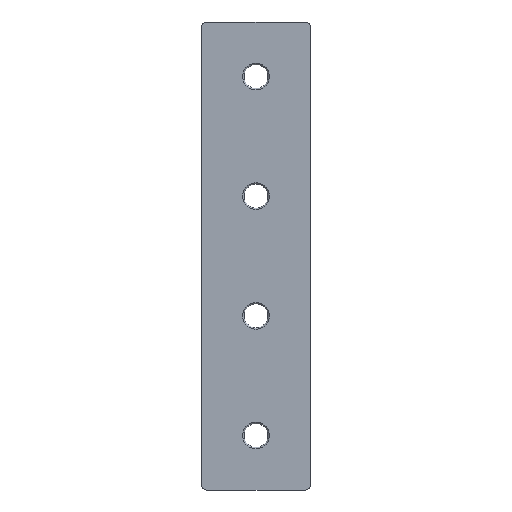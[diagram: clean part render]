
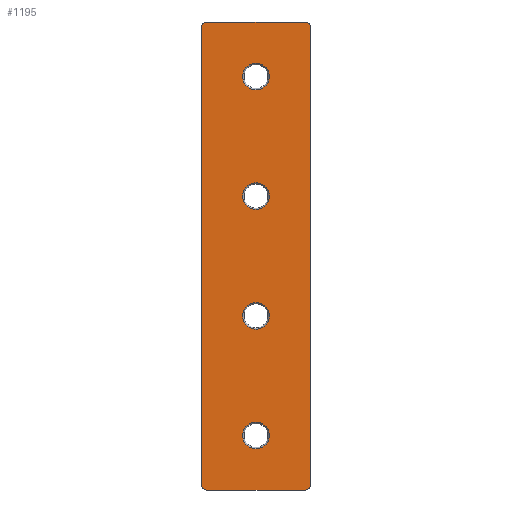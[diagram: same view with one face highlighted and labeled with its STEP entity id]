
A CAD part, front view. The second image highlights one B-rep face of the part: STEP entity #1195.
In plain terms, the highlighted planar face has unit normal (0, -1, 0).
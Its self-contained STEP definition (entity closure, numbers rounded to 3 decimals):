
#2 = ORIENTED_EDGE ( 'NONE', *, *, #1091, .T. ) ;
#3 = DIRECTION ( 'NONE',  ( 0., 0., 1. ) ) ;
#5 = ORIENTED_EDGE ( 'NONE', *, *, #100, .T. ) ;
#10 = CIRCLE ( 'NONE', #770, 5. ) ;
#11 = ORIENTED_EDGE ( 'NONE', *, *, #1093, .T. ) ;
#14 = ORIENTED_EDGE ( 'NONE', *, *, #1001, .T. ) ;
#18 = CARTESIAN_POINT ( 'NONE',  ( 0., 0., -72.5 ) ) ;
#21 = CARTESIAN_POINT ( 'NONE',  ( -18.5, 0., 88. ) ) ;
#29 = ORIENTED_EDGE ( 'NONE', *, *, #1099, .T. ) ;
#30 = ORIENTED_EDGE ( 'NONE', *, *, #1105, .F. ) ;
#32 = VERTEX_POINT ( 'NONE', #18 ) ;
#40 = ORIENTED_EDGE ( 'NONE', *, *, #1107, .T. ) ;
#42 = ORIENTED_EDGE ( 'NONE', *, *, #1108, .F. ) ;
#45 = ORIENTED_EDGE ( 'NONE', *, *, #1113, .T. ) ;
#46 = DIRECTION ( 'NONE',  ( 0., 1., 0. ) ) ;
#52 = ORIENTED_EDGE ( 'NONE', *, *, #1124, .F. ) ;
#55 = VERTEX_POINT ( 'NONE', #21 ) ;
#57 = VERTEX_POINT ( 'NONE', #694 ) ;
#58 = ORIENTED_EDGE ( 'NONE', *, *, #1126, .T. ) ;
#62 = ORIENTED_EDGE ( 'NONE', *, *, #1128, .F. ) ;
#69 = CARTESIAN_POINT ( 'NONE',  ( 0., 0., -22.5 ) ) ;
#70 = CARTESIAN_POINT ( 'NONE',  ( 0., 0., 27.5 ) ) ;
#71 = CARTESIAN_POINT ( 'NONE',  ( 0., 0., 62.5 ) ) ;
#72 = ORIENTED_EDGE ( 'NONE', *, *, #1137, .T. ) ;
#99 = VERTEX_POINT ( 'NONE', #724 ) ;
#100 = EDGE_CURVE ( 'NONE', #305, #809, #543, .T. ) ;
#106 = EDGE_LOOP ( 'NONE', ( #5, #11 ) ) ;
#167 = DIRECTION ( 'NONE',  ( 0., 0., 1. ) ) ;
#184 = EDGE_LOOP ( 'NONE', ( #192, #2 ) ) ;
#187 = EDGE_LOOP ( 'NONE', ( #30, #40, #42, #45, #52, #58, #62, #72 ) ) ;
#188 = DIRECTION ( 'NONE',  ( 0., 1., 0. ) ) ;
#192 = ORIENTED_EDGE ( 'NONE', *, *, #236, .T. ) ;
#206 = VERTEX_POINT ( 'NONE', #666 ) ;
#225 = EDGE_LOOP ( 'NONE', ( #1201, #1200 ) ) ;
#227 = VERTEX_POINT ( 'NONE', #610 ) ;
#236 = EDGE_CURVE ( 'NONE', #595, #598, #506, .T. ) ;
#249 = EDGE_LOOP ( 'NONE', ( #14, #29 ) ) ;
#274 = CARTESIAN_POINT ( 'NONE',  ( 0., 0., -67.5 ) ) ;
#290 = CARTESIAN_POINT ( 'NONE',  ( 0., 0., 72.5 ) ) ;
#293 = CARTESIAN_POINT ( 'NONE',  ( 0., 0., -17.5 ) ) ;
#301 = CARTESIAN_POINT ( 'NONE',  ( 0., 0., -27.5 ) ) ;
#305 = VERTEX_POINT ( 'NONE', #525 ) ;
#318 = CARTESIAN_POINT ( 'NONE',  ( -20.5, 0., 88. ) ) ;
#321 = DIRECTION ( 'NONE',  ( 0., 1., 0. ) ) ;
#371 = CARTESIAN_POINT ( 'NONE',  ( 0., 0., -62.5 ) ) ;
#399 = DIRECTION ( 'NONE',  ( 0., 0., 1. ) ) ;
#402 = CIRCLE ( 'NONE', #819, 2. ) ;
#405 = DIRECTION ( 'NONE',  ( 0., -1., 0. ) ) ;
#407 = CARTESIAN_POINT ( 'NONE',  ( -18.5, 0., -86. ) ) ;
#425 = FACE_BOUND ( 'NONE', #184, .T. ) ;
#428 = FACE_BOUND ( 'NONE', #249, .T. ) ;
#433 = DIRECTION ( 'NONE',  ( 0., 0., 1. ) ) ;
#435 = DIRECTION ( 'NONE',  ( 0., -1., 0. ) ) ;
#436 = FACE_OUTER_BOUND ( 'NONE', #187, .T. ) ;
#443 = CARTESIAN_POINT ( 'NONE',  ( -18.5, 0., 86. ) ) ;
#452 = CARTESIAN_POINT ( 'NONE',  ( -20.5, 0., -88. ) ) ;
#458 = DIRECTION ( 'NONE',  ( 0., 0., 1. ) ) ;
#478 = CARTESIAN_POINT ( 'NONE',  ( -20.5, 0., 88. ) ) ;
#489 = DIRECTION ( 'NONE',  ( 1., 0., 0. ) ) ;
#506 = CIRCLE ( 'NONE', #959, 5. ) ;
#514 = DIRECTION ( 'NONE',  ( 0., 0., 1. ) ) ;
#525 = CARTESIAN_POINT ( 'NONE',  ( 0., 0., 17.5 ) ) ;
#543 = CIRCLE ( 'NONE', #974, 5. ) ;
#545 = DIRECTION ( 'NONE',  ( 0., 0., 1. ) ) ;
#547 = DIRECTION ( 'NONE',  ( 0., -1., 0. ) ) ;
#548 = CARTESIAN_POINT ( 'NONE',  ( 18.5, 0., 86. ) ) ;
#562 = CARTESIAN_POINT ( 'NONE',  ( 0., 0., 67.5 ) ) ;
#589 = DIRECTION ( 'NONE',  ( 0., 0., 1. ) ) ;
#593 = DIRECTION ( 'NONE',  ( 0., 1., 0. ) ) ;
#594 = CARTESIAN_POINT ( 'NONE',  ( 0., 0., -22.5 ) ) ;
#595 = VERTEX_POINT ( 'NONE', #301 ) ;
#596 = DIRECTION ( 'NONE',  ( 0., 0., 1. ) ) ;
#598 = VERTEX_POINT ( 'NONE', #293 ) ;
#599 = DIRECTION ( 'NONE',  ( 0., -1., 0. ) ) ;
#601 = CARTESIAN_POINT ( 'NONE',  ( 18.5, 0., -86. ) ) ;
#602 = CARTESIAN_POINT ( 'NONE',  ( 20.5, 0., -88. ) ) ;
#610 = CARTESIAN_POINT ( 'NONE',  ( 18.5, 0., 88. ) ) ;
#616 = VERTEX_POINT ( 'NONE', #290 ) ;
#620 = DIRECTION ( 'NONE',  ( 0., 0., -1. ) ) ;
#621 = CARTESIAN_POINT ( 'NONE',  ( -20.5, 0., -86. ) ) ;
#625 = CIRCLE ( 'NONE', #782, 2. ) ;
#628 = DIRECTION ( 'NONE',  ( 0., 1., 0. ) ) ;
#633 = DIRECTION ( 'NONE',  ( 0., 0., 1. ) ) ;
#636 = DIRECTION ( 'NONE',  ( 0., 1., 0. ) ) ;
#640 = CARTESIAN_POINT ( 'NONE',  ( 0., 0., 67.5 ) ) ;
#642 = CARTESIAN_POINT ( 'NONE',  ( -20.5, 0., -88. ) ) ;
#643 = CARTESIAN_POINT ( 'NONE',  ( 20.5, 0., -86. ) ) ;
#666 = CARTESIAN_POINT ( 'NONE',  ( 18.5, 0., -88. ) ) ;
#668 = DIRECTION ( 'NONE',  ( 0., 0., 1. ) ) ;
#669 = DIRECTION ( 'NONE',  ( 0., 0., 1. ) ) ;
#670 = AXIS2_PLACEMENT_3D ( 'NONE', #640, #636, #633 ) ;
#671 = DIRECTION ( 'NONE',  ( 0., 1., 0. ) ) ;
#673 = DIRECTION ( 'NONE',  ( 0., 1., 0. ) ) ;
#679 = CARTESIAN_POINT ( 'NONE',  ( 0., 0., 22.5 ) ) ;
#681 = CARTESIAN_POINT ( 'NONE',  ( 0., 0., 22.5 ) ) ;
#683 = DIRECTION ( 'NONE',  ( -1., 0., 0. ) ) ;
#694 = CARTESIAN_POINT ( 'NONE',  ( 20.5, 0., 86. ) ) ;
#711 = AXIS2_PLACEMENT_3D ( 'NONE', #681, #673, #669 ) ;
#712 = AXIS2_PLACEMENT_3D ( 'NONE', #69, #46, #3 ) ;
#717 = AXIS2_PLACEMENT_3D ( 'NONE', #274, #188, #167 ) ;
#724 = CARTESIAN_POINT ( 'NONE',  ( -20.5, 0., 86. ) ) ;
#742 = AXIS2_PLACEMENT_3D ( 'NONE', #318, #321, #1191 ) ;
#751 = AXIS2_PLACEMENT_3D ( 'NONE', #1034, #1030, #1016 ) ;
#770 = AXIS2_PLACEMENT_3D ( 'NONE', #562, #628, #514 ) ;
#782 = AXIS2_PLACEMENT_3D ( 'NONE', #443, #435, #433 ) ;
#806 = AXIS2_PLACEMENT_3D ( 'NONE', #407, #405, #399 ) ;
#809 = VERTEX_POINT ( 'NONE', #70 ) ;
#819 = AXIS2_PLACEMENT_3D ( 'NONE', #548, #547, #545 ) ;
#822 = AXIS2_PLACEMENT_3D ( 'NONE', #601, #599, #596 ) ;
#826 = VERTEX_POINT ( 'NONE', #71 ) ;
#853 = FACE_BOUND ( 'NONE', #106, .T. ) ;
#857 = FACE_BOUND ( 'NONE', #225, .T. ) ;
#875 = VERTEX_POINT ( 'NONE', #1190 ) ;
#937 = CIRCLE ( 'NONE', #751, 5. ) ;
#959 = AXIS2_PLACEMENT_3D ( 'NONE', #594, #593, #589 ) ;
#974 = AXIS2_PLACEMENT_3D ( 'NONE', #679, #671, #668 ) ;
#979 = PLANE ( 'NONE',  #742 ) ;
#1001 = EDGE_CURVE ( 'NONE', #826, #616, #10, .T. ) ;
#1016 = DIRECTION ( 'NONE',  ( 0., 0., 1. ) ) ;
#1022 = VECTOR ( 'NONE', #458, 1000. ) ;
#1030 = DIRECTION ( 'NONE',  ( 0., 1., 0. ) ) ;
#1031 = EDGE_CURVE ( 'NONE', #32, #1084, #937, .T. ) ;
#1032 = LINE ( 'NONE', #452, #1022 ) ;
#1034 = CARTESIAN_POINT ( 'NONE',  ( 0., 0., -67.5 ) ) ;
#1038 = VECTOR ( 'NONE', #489, 1000. ) ;
#1045 = LINE ( 'NONE', #478, #1038 ) ;
#1055 = CIRCLE ( 'NONE', #806, 2. ) ;
#1066 = CIRCLE ( 'NONE', #712, 5. ) ;
#1071 = VECTOR ( 'NONE', #683, 1000. ) ;
#1084 = VERTEX_POINT ( 'NONE', #371 ) ;
#1085 = LINE ( 'NONE', #642, #1071 ) ;
#1086 = EDGE_CURVE ( 'NONE', #1084, #32, #1133, .T. ) ;
#1087 = VERTEX_POINT ( 'NONE', #621 ) ;
#1089 = VECTOR ( 'NONE', #620, 1000. ) ;
#1091 = EDGE_CURVE ( 'NONE', #598, #595, #1066, .T. ) ;
#1093 = EDGE_CURVE ( 'NONE', #809, #305, #1102, .T. ) ;
#1096 = LINE ( 'NONE', #602, #1089 ) ;
#1098 = CIRCLE ( 'NONE', #822, 2. ) ;
#1099 = EDGE_CURVE ( 'NONE', #616, #826, #1104, .T. ) ;
#1101 = VERTEX_POINT ( 'NONE', #643 ) ;
#1102 = CIRCLE ( 'NONE', #711, 5. ) ;
#1104 = CIRCLE ( 'NONE', #670, 5. ) ;
#1105 = EDGE_CURVE ( 'NONE', #206, #875, #1085, .T. ) ;
#1107 = EDGE_CURVE ( 'NONE', #206, #1101, #1098, .T. ) ;
#1108 = EDGE_CURVE ( 'NONE', #57, #1101, #1096, .T. ) ;
#1113 = EDGE_CURVE ( 'NONE', #57, #227, #402, .T. ) ;
#1124 = EDGE_CURVE ( 'NONE', #55, #227, #1045, .T. ) ;
#1126 = EDGE_CURVE ( 'NONE', #55, #99, #625, .T. ) ;
#1128 = EDGE_CURVE ( 'NONE', #1087, #99, #1032, .T. ) ;
#1133 = CIRCLE ( 'NONE', #717, 5. ) ;
#1137 = EDGE_CURVE ( 'NONE', #1087, #875, #1055, .T. ) ;
#1190 = CARTESIAN_POINT ( 'NONE',  ( -18.5, 0., -88. ) ) ;
#1191 = DIRECTION ( 'NONE',  ( 0., 0., 1. ) ) ;
#1195 = ADVANCED_FACE ( 'NONE', ( #857, #425, #853, #428, #436 ), #979, .F. ) ;
#1200 = ORIENTED_EDGE ( 'NONE', *, *, #1086, .T. ) ;
#1201 = ORIENTED_EDGE ( 'NONE', *, *, #1031, .T. ) ;
